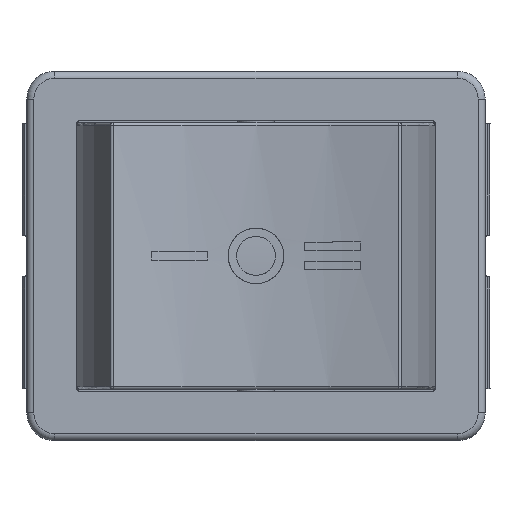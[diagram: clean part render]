
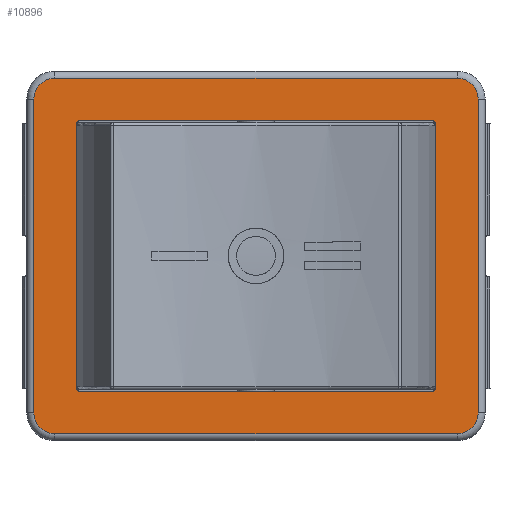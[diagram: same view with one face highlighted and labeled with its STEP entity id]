
A CAD part, top view. The second image highlights one B-rep face of the part: STEP entity #10896.
In plain terms, the highlighted planar face has unit normal (0, 0, 1).
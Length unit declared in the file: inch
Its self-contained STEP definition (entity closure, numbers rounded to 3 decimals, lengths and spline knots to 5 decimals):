
#278=FACE_BOUND('',#1624,.T.);
#573=PLANE('',#11616);
#1048=FACE_OUTER_BOUND('',#1623,.T.);
#1623=EDGE_LOOP('',(#8841,#8842,#8843,#8844,#8845,#8846,#8847,#8848));
#1624=EDGE_LOOP('',(#8849,#8850,#8851,#8852,#8853,#8854,#8855,#8856));
#2009=CIRCLE('',#11576,0.01181);
#2010=CIRCLE('',#11579,0.01181);
#2012=CIRCLE('',#11585,0.01181);
#2016=CIRCLE('',#11593,0.05906);
#2020=CIRCLE('',#11598,0.05906);
#2024=CIRCLE('',#11605,0.05906);
#2028=CIRCLE('',#11610,0.05906);
#2029=CIRCLE('',#11617,0.01181);
#2841=LINE('',#16527,#4049);
#2845=LINE('',#16539,#4053);
#2855=LINE('',#16565,#4063);
#2857=LINE('',#16585,#4065);
#2860=LINE('',#16592,#4068);
#2862=LINE('',#16607,#4070);
#2868=LINE('',#16619,#4076);
#2869=LINE('',#16622,#4077);
#4049=VECTOR('',#13485,0.3937);
#4053=VECTOR('',#13499,0.3937);
#4063=VECTOR('',#13523,0.3937);
#4065=VECTOR('',#13547,0.3937);
#4068=VECTOR('',#13554,0.3937);
#4070=VECTOR('',#13574,0.3937);
#4076=VECTOR('',#13590,0.3937);
#4077=VECTOR('',#13593,0.3937);
#5111=VERTEX_POINT('',#16519);
#5112=VERTEX_POINT('',#16521);
#5113=VERTEX_POINT('',#16525);
#5114=VERTEX_POINT('',#16529);
#5116=VERTEX_POINT('',#16537);
#5118=VERTEX_POINT('',#16545);
#5124=VERTEX_POINT('',#16562);
#5125=VERTEX_POINT('',#16564);
#5128=VERTEX_POINT('',#16571);
#5129=VERTEX_POINT('',#16576);
#5132=VERTEX_POINT('',#16583);
#5133=VERTEX_POINT('',#16588);
#5136=VERTEX_POINT('',#16595);
#5137=VERTEX_POINT('',#16600);
#5139=VERTEX_POINT('',#16618);
#5140=VERTEX_POINT('',#16620);
#6449=EDGE_CURVE('',#5111,#5112,#2009,.T.);
#6452=EDGE_CURVE('',#5111,#5113,#2841,.T.);
#6454=EDGE_CURVE('',#5114,#5113,#2010,.T.);
#6458=EDGE_CURVE('',#5114,#5116,#2845,.T.);
#6462=EDGE_CURVE('',#5118,#5116,#2012,.T.);
#6470=EDGE_CURVE('',#5124,#5125,#2855,.T.);
#6474=EDGE_CURVE('',#5128,#5124,#2016,.T.);
#6478=EDGE_CURVE('',#5125,#5129,#2020,.T.);
#6480=EDGE_CURVE('',#5132,#5128,#2857,.T.);
#6484=EDGE_CURVE('',#5129,#5133,#2860,.T.);
#6486=EDGE_CURVE('',#5136,#5132,#2024,.T.);
#6490=EDGE_CURVE('',#5133,#5137,#2028,.T.);
#6492=EDGE_CURVE('',#5137,#5136,#2862,.T.);
#6498=EDGE_CURVE('',#5118,#5139,#2868,.T.);
#6499=EDGE_CURVE('',#5140,#5139,#2029,.T.);
#6500=EDGE_CURVE('',#5140,#5112,#2869,.T.);
#8841=ORIENTED_EDGE('',*,*,#6470,.F.);
#8842=ORIENTED_EDGE('',*,*,#6474,.F.);
#8843=ORIENTED_EDGE('',*,*,#6480,.F.);
#8844=ORIENTED_EDGE('',*,*,#6486,.F.);
#8845=ORIENTED_EDGE('',*,*,#6492,.F.);
#8846=ORIENTED_EDGE('',*,*,#6490,.F.);
#8847=ORIENTED_EDGE('',*,*,#6484,.F.);
#8848=ORIENTED_EDGE('',*,*,#6478,.F.);
#8849=ORIENTED_EDGE('',*,*,#6452,.T.);
#8850=ORIENTED_EDGE('',*,*,#6454,.F.);
#8851=ORIENTED_EDGE('',*,*,#6458,.T.);
#8852=ORIENTED_EDGE('',*,*,#6462,.F.);
#8853=ORIENTED_EDGE('',*,*,#6498,.T.);
#8854=ORIENTED_EDGE('',*,*,#6499,.F.);
#8855=ORIENTED_EDGE('',*,*,#6500,.T.);
#8856=ORIENTED_EDGE('',*,*,#6449,.F.);
#10896=ADVANCED_FACE('',(#1048,#278),#573,.T.);
#11576=AXIS2_PLACEMENT_3D('',#16522,#13479,#13480);
#11579=AXIS2_PLACEMENT_3D('',#16531,#13489,#13490);
#11585=AXIS2_PLACEMENT_3D('',#16547,#13507,#13508);
#11593=AXIS2_PLACEMENT_3D('',#16573,#13531,#13532);
#11598=AXIS2_PLACEMENT_3D('',#16580,#13541,#13542);
#11605=AXIS2_PLACEMENT_3D('',#16597,#13559,#13560);
#11610=AXIS2_PLACEMENT_3D('',#16604,#13569,#13570);
#11616=AXIS2_PLACEMENT_3D('',#16617,#13588,#13589);
#11617=AXIS2_PLACEMENT_3D('',#16621,#13591,#13592);
#13479=DIRECTION('center_axis',(0.,0.,
1.));
#13480=DIRECTION('ref_axis',(0.707,0.707,0.));
#13485=DIRECTION('',(0.,-1.,0.));
#13489=DIRECTION('center_axis',(0.,0.,
1.));
#13490=DIRECTION('ref_axis',(0.707,-0.707,0.));
#13499=DIRECTION('',(-1.,0.,0.));
#13507=DIRECTION('center_axis',(0.,0.,
1.));
#13508=DIRECTION('ref_axis',(-0.707,-0.707,0.));
#13523=DIRECTION('',(0.,-1.,0.));
#13531=DIRECTION('center_axis',(0.,0.,
-1.));
#13532=DIRECTION('ref_axis',(0.707,0.707,0.));
#13541=DIRECTION('center_axis',(0.,0.,
-1.));
#13542=DIRECTION('ref_axis',(0.707,-0.707,0.));
#13547=DIRECTION('',(1.,0.,0.));
#13554=DIRECTION('',(-1.,0.,0.));
#13559=DIRECTION('center_axis',(0.,0.,
-1.));
#13560=DIRECTION('ref_axis',(-0.707,0.707,0.));
#13569=DIRECTION('center_axis',(0.,0.,
-1.));
#13570=DIRECTION('ref_axis',(-0.707,-0.707,0.));
#13574=DIRECTION('',(0.,1.,0.));
#13588=DIRECTION('center_axis',(0.,0.,
1.));
#13589=DIRECTION('ref_axis',(1.,0.,0.));
#13590=DIRECTION('',(0.,1.,0.));
#13591=DIRECTION('center_axis',(0.,0.,
1.));
#13592=DIRECTION('ref_axis',(-0.707,0.707,0.));
#13593=DIRECTION('',(1.,0.,0.));
#16519=CARTESIAN_POINT('',(0.50984,0.37205,0.63425));
#16521=CARTESIAN_POINT('',(0.49803,0.38386,0.63425));
#16522=CARTESIAN_POINT('Origin',(0.49803,0.37205,0.63425));
#16525=CARTESIAN_POINT('',(0.50984,-0.37205,0.63425));
#16527=CARTESIAN_POINT('',(0.50984,0.19193,0.63425));
#16529=CARTESIAN_POINT('',(0.49803,-0.38386,0.63425));
#16531=CARTESIAN_POINT('Origin',(0.49803,-0.37205,0.63425));
#16537=CARTESIAN_POINT('',(-0.49803,-0.38386,0.63425));
#16539=CARTESIAN_POINT('',(0.25492,-0.38386,0.63425));
#16545=CARTESIAN_POINT('',(-0.50984,-0.37205,0.63425));
#16547=CARTESIAN_POINT('Origin',(-0.49803,-0.37205,
0.63425));
#16562=CARTESIAN_POINT('',(0.62992,0.44488,0.63425));
#16564=CARTESIAN_POINT('',(0.62992,-0.44488,0.63425));
#16565=CARTESIAN_POINT('',(0.62992,0.22244,0.63425));
#16571=CARTESIAN_POINT('',(0.57087,0.50394,0.63425));
#16573=CARTESIAN_POINT('Origin',(0.57087,0.44488,0.63425));
#16576=CARTESIAN_POINT('',(0.57087,-0.50394,0.63425));
#16580=CARTESIAN_POINT('Origin',(0.57087,-0.44488,0.63425));
#16583=CARTESIAN_POINT('',(-0.57087,0.50394,0.63425));
#16585=CARTESIAN_POINT('',(-0.28543,0.50394,0.63425));
#16588=CARTESIAN_POINT('',(-0.57087,-0.50394,0.63425));
#16592=CARTESIAN_POINT('',(0.28543,-0.50394,0.63425));
#16595=CARTESIAN_POINT('',(-0.62992,0.44488,0.63425));
#16597=CARTESIAN_POINT('Origin',(-0.57087,0.44488,0.63425));
#16600=CARTESIAN_POINT('',(-0.62992,-0.44488,0.63425));
#16604=CARTESIAN_POINT('Origin',(-0.57087,-0.44488,0.63425));
#16607=CARTESIAN_POINT('',(-0.62992,-0.22244,0.63425));
#16617=CARTESIAN_POINT('Origin',(0.,0.,
0.63425));
#16618=CARTESIAN_POINT('',(-0.50984,0.37205,0.63425));
#16619=CARTESIAN_POINT('',(-0.50984,-0.19193,0.63425));
#16620=CARTESIAN_POINT('',(-0.49803,0.38386,0.63425));
#16621=CARTESIAN_POINT('Origin',(-0.49803,0.37205,0.63425));
#16622=CARTESIAN_POINT('',(-0.25492,0.38386,0.63425));
